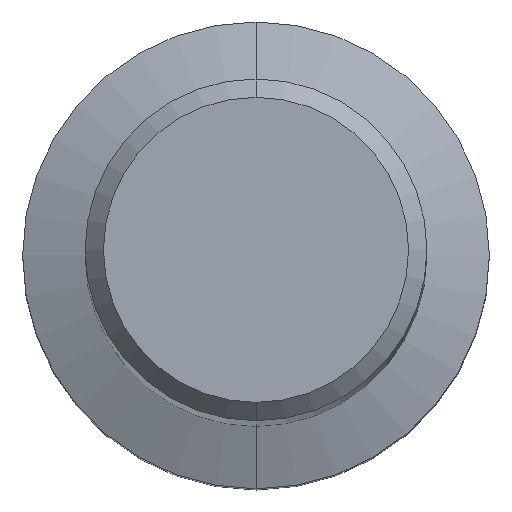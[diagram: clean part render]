
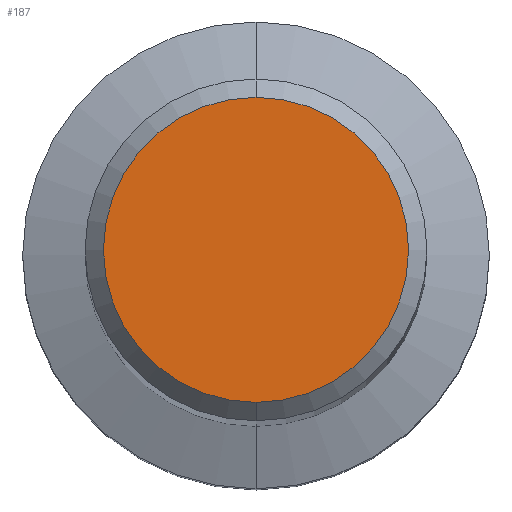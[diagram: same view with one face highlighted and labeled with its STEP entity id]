
A CAD part, top view. The second image highlights one B-rep face of the part: STEP entity #187.
In plain terms, the highlighted planar face has unit normal (0, 0, 1).
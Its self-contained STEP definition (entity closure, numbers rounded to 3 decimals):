
#145=VERTEX_POINT('',#346);
#187=ADVANCED_FACE('',(#391),#392,.T.);
#243=EDGE_CURVE('',#247,#145,#457,.T.);
#247=VERTEX_POINT('',#461);
#259=EDGE_CURVE('',#145,#247,#477,.T.);
#346=CARTESIAN_POINT('',(0.0,4.15,0.0));
#391=FACE_OUTER_BOUND('',#627,.T.);
#392=PLANE('',#628);
#457=CIRCLE('',#709,4.15);
#461=CARTESIAN_POINT('',(0.,-4.15,0.0));
#477=CIRCLE('',#732,4.15);
#627=EDGE_LOOP('',(#882,#883));
#628=AXIS2_PLACEMENT_3D('',#884,#885,#886);
#709=AXIS2_PLACEMENT_3D('',#979,#980,#981);
#732=AXIS2_PLACEMENT_3D('',#1011,#1012,#1013);
#882=ORIENTED_EDGE('',*,*,#259,.F.);
#883=ORIENTED_EDGE('',*,*,#243,.F.);
#884=CARTESIAN_POINT('',(0.0,2.075,0.0));
#885=DIRECTION('',(-0.0,0.0,1.0));
#886=DIRECTION('',(0.0,-1.0,0.0));
#979=CARTESIAN_POINT('',(0.0,0.0,0.0));
#980=DIRECTION('',(0.0,0.0,-1.0));
#981=DIRECTION('',(0.0,1.0,0.0));
#1011=CARTESIAN_POINT('',(0.0,0.0,0.0));
#1012=DIRECTION('',(0.0,0.0,-1.0));
#1013=DIRECTION('',(0.0,1.0,0.0));
